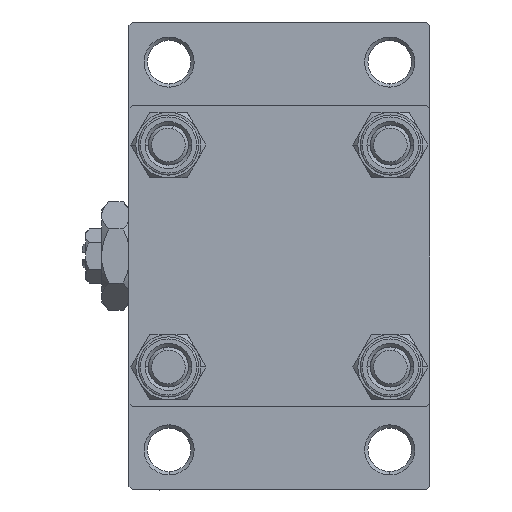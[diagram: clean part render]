
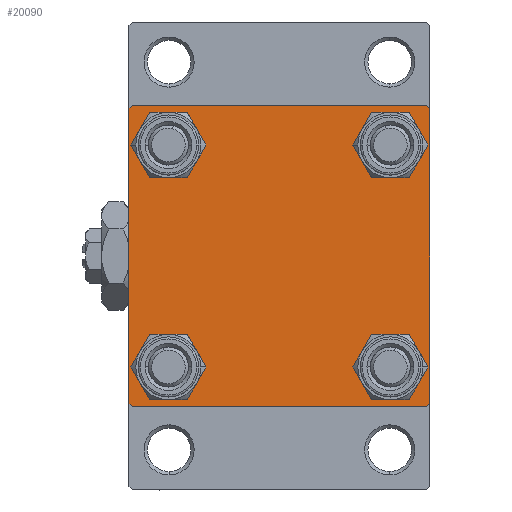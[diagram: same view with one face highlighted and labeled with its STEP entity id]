
A CAD part, left-side view. The second image highlights one B-rep face of the part: STEP entity #20090.
In plain terms, the highlighted planar face has unit normal (-1, 0, 0).
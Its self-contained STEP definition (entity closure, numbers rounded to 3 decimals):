
#396 = VECTOR ( 'NONE', #20096, 1000. ) ;
#465 = VERTEX_POINT ( 'NONE', #3693 ) ;
#628 = CARTESIAN_POINT ( 'NONE',  ( 0., 16.6, -16.6 ) ) ;
#738 = CARTESIAN_POINT ( 'NONE',  ( 0., -16.6, 16.6 ) ) ;
#851 = PLANE ( 'NONE',  #39169 ) ;
#1341 = DIRECTION ( 'NONE',  ( 0., 0., 1. ) ) ;
#2692 = EDGE_LOOP ( 'NONE', ( #37897, #37588, #33315, #47273, #10250, #16550, #28708, #20625 ) ) ;
#2841 = CARTESIAN_POINT ( 'NONE',  ( 0., 22., 22.5 ) ) ;
#3018 = DIRECTION ( 'NONE',  ( 0., 0., 1. ) ) ;
#3493 = EDGE_CURVE ( 'NONE', #26256, #29559, #19800, .T. ) ;
#3672 = DIRECTION ( 'NONE',  ( 1., 0., 0. ) ) ;
#3693 = CARTESIAN_POINT ( 'NONE',  ( 0., -16.6, 13.1 ) ) ;
#4212 = CARTESIAN_POINT ( 'NONE',  ( 0., -16.6, 20.1 ) ) ;
#4238 = VECTOR ( 'NONE', #37577, 1000. ) ;
#4421 = DIRECTION ( 'NONE',  ( 1., 0., 0. ) ) ;
#4592 = FACE_BOUND ( 'NONE', #35338, .T. ) ;
#4669 = ORIENTED_EDGE ( 'NONE', *, *, #35193, .T. ) ;
#4837 = FACE_BOUND ( 'NONE', #12944, .T. ) ;
#5366 = LINE ( 'NONE', #8117, #37352 ) ;
#5769 = VECTOR ( 'NONE', #13983, 1000. ) ;
#6125 = CARTESIAN_POINT ( 'NONE',  ( 0., 16.6, 13.1 ) ) ;
#6227 = DIRECTION ( 'NONE',  ( 0., 0., -1. ) ) ;
#6469 = CARTESIAN_POINT ( 'NONE',  ( 0., -22.5, 22.5 ) ) ;
#6617 = DIRECTION ( 'NONE',  ( 0., 0., 1. ) ) ;
#6737 = LINE ( 'NONE', #9740, #5769 ) ;
#7076 = LINE ( 'NONE', #20017, #10975 ) ;
#7148 = CARTESIAN_POINT ( 'NONE',  ( 0., 22.25, 22.25 ) ) ;
#7684 = CARTESIAN_POINT ( 'NONE',  ( 0., 22.5, 22. ) ) ;
#7707 = EDGE_CURVE ( 'NONE', #33309, #36981, #5366, .T. ) ;
#7959 = DIRECTION ( 'NONE',  ( 0., 0., 1. ) ) ;
#7983 = CARTESIAN_POINT ( 'NONE',  ( 0., -22.5, 22. ) ) ;
#8117 = CARTESIAN_POINT ( 'NONE',  ( 0., 22.5, 22.5 ) ) ;
#8149 = CARTESIAN_POINT ( 'NONE',  ( 0., 16.6, -16.6 ) ) ;
#8456 = DIRECTION ( 'NONE',  ( 1., 0., 0. ) ) ;
#9167 = DIRECTION ( 'NONE',  ( 1., 0., 0. ) ) ;
#9354 = LINE ( 'NONE', #16587, #396 ) ;
#9740 = CARTESIAN_POINT ( 'NONE',  ( 0., 22.25, -22.25 ) ) ;
#10250 = ORIENTED_EDGE ( 'NONE', *, *, #18498, .F. ) ;
#10354 = DIRECTION ( 'NONE',  ( 1., 0., 0. ) ) ;
#10895 = EDGE_CURVE ( 'NONE', #11156, #30236, #37462, .T. ) ;
#10975 = VECTOR ( 'NONE', #38985, 1000. ) ;
#11112 = EDGE_LOOP ( 'NONE', ( #32528, #39329 ) ) ;
#11120 = ORIENTED_EDGE ( 'NONE', *, *, #25600, .T. ) ;
#11156 = VERTEX_POINT ( 'NONE', #44394 ) ;
#11170 = VECTOR ( 'NONE', #48434, 1000. ) ;
#12425 = CIRCLE ( 'NONE', #27537, 3.5 ) ;
#12944 = EDGE_LOOP ( 'NONE', ( #44682, #11120 ) ) ;
#13983 = DIRECTION ( 'NONE',  ( 0., -0.707, -0.707 ) ) ;
#14027 = EDGE_CURVE ( 'NONE', #465, #43413, #36784, .T. ) ;
#14412 = CIRCLE ( 'NONE', #34434, 3.5 ) ;
#14884 = DIRECTION ( 'NONE',  ( 0., 0., 1. ) ) ;
#15064 = EDGE_CURVE ( 'NONE', #45200, #35885, #20110, .T. ) ;
#15663 = LINE ( 'NONE', #16149, #17642 ) ;
#15839 = VERTEX_POINT ( 'NONE', #7983 ) ;
#16008 = AXIS2_PLACEMENT_3D ( 'NONE', #47576, #9167, #47077 ) ;
#16149 = CARTESIAN_POINT ( 'NONE',  ( 0., -22.25, 22.25 ) ) ;
#16550 = ORIENTED_EDGE ( 'NONE', *, *, #48026, .T. ) ;
#16587 = CARTESIAN_POINT ( 'NONE',  ( 0., 22.5, -22.5 ) ) ;
#17238 = VERTEX_POINT ( 'NONE', #44819 ) ;
#17257 = EDGE_CURVE ( 'NONE', #33309, #47859, #41322, .T. ) ;
#17481 = CARTESIAN_POINT ( 'NONE',  ( 0., -16.6, -16.6 ) ) ;
#17642 = VECTOR ( 'NONE', #19411, 1000. ) ;
#18498 = EDGE_CURVE ( 'NONE', #15839, #30236, #48609, .T. ) ;
#18711 = EDGE_CURVE ( 'NONE', #43413, #465, #29552, .T. ) ;
#19411 = DIRECTION ( 'NONE',  ( 0., 0.707, 0.707 ) ) ;
#19618 = DIRECTION ( 'NONE',  ( 0., 0., 1. ) ) ;
#19798 = FACE_BOUND ( 'NONE', #35441, .T. ) ;
#19800 = CIRCLE ( 'NONE', #44515, 3.5 ) ;
#20017 = CARTESIAN_POINT ( 'NONE',  ( 0., 22.5, 22.5 ) ) ;
#20090 = ADVANCED_FACE ( 'NONE', ( #4592, #19798, #4837, #46967, #35510 ), #851, .T. ) ;
#20096 = DIRECTION ( 'NONE',  ( 0., -1., 0. ) ) ;
#20110 = CIRCLE ( 'NONE', #41582, 3.5 ) ;
#20466 = VERTEX_POINT ( 'NONE', #23968 ) ;
#20625 = ORIENTED_EDGE ( 'NONE', *, *, #17257, .T. ) ;
#20985 = DIRECTION ( 'NONE',  ( 1., 0., 0. ) ) ;
#21530 = EDGE_CURVE ( 'NONE', #35885, #45200, #14412, .T. ) ;
#21750 = CARTESIAN_POINT ( 'NONE',  ( 0., -22.25, -22.25 ) ) ;
#23336 = DIRECTION ( 'NONE',  ( 0., -1., 0. ) ) ;
#23968 = CARTESIAN_POINT ( 'NONE',  ( 0., 22.5, -22. ) ) ;
#24931 = CARTESIAN_POINT ( 'NONE',  ( 0., -22.5, -22. ) ) ;
#25210 = EDGE_CURVE ( 'NONE', #20466, #17238, #6737, .T. ) ;
#25600 = EDGE_CURVE ( 'NONE', #29559, #26256, #43228, .T. ) ;
#26256 = VERTEX_POINT ( 'NONE', #34996 ) ;
#26404 = AXIS2_PLACEMENT_3D ( 'NONE', #738, #8456, #7959 ) ;
#27051 = CARTESIAN_POINT ( 'NONE',  ( 0., 16.6, -20.1 ) ) ;
#27537 = AXIS2_PLACEMENT_3D ( 'NONE', #45701, #38217, #35895 ) ;
#28708 = ORIENTED_EDGE ( 'NONE', *, *, #7707, .F. ) ;
#28893 = ORIENTED_EDGE ( 'NONE', *, *, #32448, .T. ) ;
#29552 = CIRCLE ( 'NONE', #16008, 3.5 ) ;
#29559 = VERTEX_POINT ( 'NONE', #27051 ) ;
#30236 = VERTEX_POINT ( 'NONE', #24931 ) ;
#31057 = DIRECTION ( 'NONE',  ( 0., 0., 1. ) ) ;
#31361 = EDGE_CURVE ( 'NONE', #17238, #11156, #9354, .T. ) ;
#32271 = CARTESIAN_POINT ( 'NONE',  ( 0., 0., 0. ) ) ;
#32448 = EDGE_CURVE ( 'NONE', #34297, #39446, #12425, .T. ) ;
#32528 = ORIENTED_EDGE ( 'NONE', *, *, #21530, .T. ) ;
#33309 = VERTEX_POINT ( 'NONE', #2841 ) ;
#33315 = ORIENTED_EDGE ( 'NONE', *, *, #31361, .T. ) ;
#34297 = VERTEX_POINT ( 'NONE', #43396 ) ;
#34434 = AXIS2_PLACEMENT_3D ( 'NONE', #44527, #10354, #6617 ) ;
#34562 = CARTESIAN_POINT ( 'NONE',  ( 0., 16.6, 20.1 ) ) ;
#34996 = CARTESIAN_POINT ( 'NONE',  ( 0., 16.6, -13.1 ) ) ;
#35193 = EDGE_CURVE ( 'NONE', #39446, #34297, #37842, .T. ) ;
#35338 = EDGE_LOOP ( 'NONE', ( #41279, #40822 ) ) ;
#35441 = EDGE_LOOP ( 'NONE', ( #4669, #28893 ) ) ;
#35510 = FACE_OUTER_BOUND ( 'NONE', #2692, .T. ) ;
#35885 = VERTEX_POINT ( 'NONE', #34562 ) ;
#35895 = DIRECTION ( 'NONE',  ( 0., 0., 1. ) ) ;
#36720 = VECTOR ( 'NONE', #6227, 1000. ) ;
#36784 = CIRCLE ( 'NONE', #26404, 3.5 ) ;
#36981 = VERTEX_POINT ( 'NONE', #41017 ) ;
#37352 = VECTOR ( 'NONE', #23336, 1000. ) ;
#37462 = LINE ( 'NONE', #21750, #11170 ) ;
#37577 = DIRECTION ( 'NONE',  ( 0., 0.707, -0.707 ) ) ;
#37588 = ORIENTED_EDGE ( 'NONE', *, *, #25210, .T. ) ;
#37842 = CIRCLE ( 'NONE', #47411, 3.5 ) ;
#37897 = ORIENTED_EDGE ( 'NONE', *, *, #41876, .T. ) ;
#38217 = DIRECTION ( 'NONE',  ( 1., 0., 0. ) ) ;
#38286 = DIRECTION ( 'NONE',  ( 1., 0., 0. ) ) ;
#38985 = DIRECTION ( 'NONE',  ( 0., 0., -1. ) ) ;
#39169 = AXIS2_PLACEMENT_3D ( 'NONE', #32271, #42742, #1341 ) ;
#39329 = ORIENTED_EDGE ( 'NONE', *, *, #15064, .T. ) ;
#39446 = VERTEX_POINT ( 'NONE', #43594 ) ;
#40822 = ORIENTED_EDGE ( 'NONE', *, *, #14027, .T. ) ;
#41017 = CARTESIAN_POINT ( 'NONE',  ( 0., -22., 22.5 ) ) ;
#41279 = ORIENTED_EDGE ( 'NONE', *, *, #18711, .T. ) ;
#41322 = LINE ( 'NONE', #7148, #4238 ) ;
#41582 = AXIS2_PLACEMENT_3D ( 'NONE', #45807, #3672, #14884 ) ;
#41876 = EDGE_CURVE ( 'NONE', #47859, #20466, #7076, .T. ) ;
#42443 = AXIS2_PLACEMENT_3D ( 'NONE', #8149, #4421, #19618 ) ;
#42742 = DIRECTION ( 'NONE',  ( -1., 0., 0. ) ) ;
#43228 = CIRCLE ( 'NONE', #42443, 3.5 ) ;
#43396 = CARTESIAN_POINT ( 'NONE',  ( 0., -16.6, -20.1 ) ) ;
#43413 = VERTEX_POINT ( 'NONE', #4212 ) ;
#43594 = CARTESIAN_POINT ( 'NONE',  ( 0., -16.6, -13.1 ) ) ;
#44394 = CARTESIAN_POINT ( 'NONE',  ( 0., -22., -22.5 ) ) ;
#44515 = AXIS2_PLACEMENT_3D ( 'NONE', #628, #38286, #31057 ) ;
#44527 = CARTESIAN_POINT ( 'NONE',  ( 0., 16.6, 16.6 ) ) ;
#44682 = ORIENTED_EDGE ( 'NONE', *, *, #3493, .T. ) ;
#44819 = CARTESIAN_POINT ( 'NONE',  ( 0., 22., -22.5 ) ) ;
#45200 = VERTEX_POINT ( 'NONE', #6125 ) ;
#45701 = CARTESIAN_POINT ( 'NONE',  ( 0., -16.6, -16.6 ) ) ;
#45807 = CARTESIAN_POINT ( 'NONE',  ( 0., 16.6, 16.6 ) ) ;
#46967 = FACE_BOUND ( 'NONE', #11112, .T. ) ;
#47077 = DIRECTION ( 'NONE',  ( 0., 0., 1. ) ) ;
#47273 = ORIENTED_EDGE ( 'NONE', *, *, #10895, .T. ) ;
#47411 = AXIS2_PLACEMENT_3D ( 'NONE', #17481, #20985, #3018 ) ;
#47576 = CARTESIAN_POINT ( 'NONE',  ( 0., -16.6, 16.6 ) ) ;
#47859 = VERTEX_POINT ( 'NONE', #7684 ) ;
#48026 = EDGE_CURVE ( 'NONE', #15839, #36981, #15663, .T. ) ;
#48434 = DIRECTION ( 'NONE',  ( 0., -0.707, 0.707 ) ) ;
#48609 = LINE ( 'NONE', #6469, #36720 ) ;
